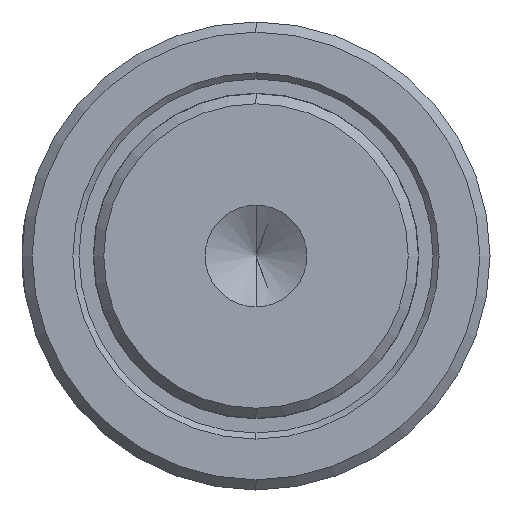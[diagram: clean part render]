
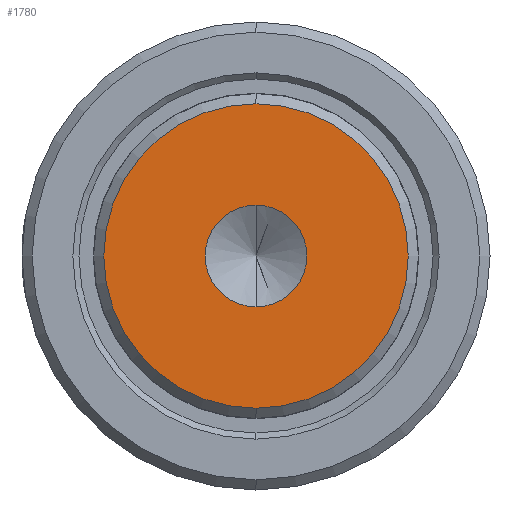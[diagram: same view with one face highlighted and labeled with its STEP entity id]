
A CAD part, left-side view. The second image highlights one B-rep face of the part: STEP entity #1780.
In plain terms, the highlighted planar face has unit normal (-1, 0, 0).
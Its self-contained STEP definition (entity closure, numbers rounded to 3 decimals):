
#34 = EDGE_CURVE ( 'NONE', #1148, #1810, #983, .T. ) ;
#98 = AXIS2_PLACEMENT_3D ( 'NONE', #1644, #372, #1380 ) ;
#123 = DIRECTION ( 'NONE',  ( 0., 0., 1. ) ) ;
#127 = EDGE_CURVE ( 'NONE', #224, #1066, #810, .T. ) ;
#133 = DIRECTION ( 'NONE',  ( -1., 0., 0. ) ) ;
#143 = CARTESIAN_POINT ( 'NONE',  ( 0., 0., 7.48 ) ) ;
#160 = CARTESIAN_POINT ( 'NONE',  ( 0., 0., 0. ) ) ;
#203 = AXIS2_PLACEMENT_3D ( 'NONE', #1145, #284, #1303 ) ;
#224 = VERTEX_POINT ( 'NONE', #595 ) ;
#225 = PLANE ( 'NONE',  #98 ) ;
#273 = AXIS2_PLACEMENT_3D ( 'NONE', #1745, #1765, #1149 ) ;
#284 = DIRECTION ( 'NONE',  ( -1., 0., 0. ) ) ;
#287 = DIRECTION ( 'NONE',  ( 0., 0., 1. ) ) ;
#309 = CARTESIAN_POINT ( 'NONE',  ( 0., 0., 0. ) ) ;
#372 = DIRECTION ( 'NONE',  ( -1., 0., 0. ) ) ;
#539 = CARTESIAN_POINT ( 'NONE',  ( 0., 0., -2.5 ) ) ;
#573 = EDGE_LOOP ( 'NONE', ( #1208, #1295 ) ) ;
#590 = CARTESIAN_POINT ( 'NONE',  ( 0., 0., 2.5 ) ) ;
#595 = CARTESIAN_POINT ( 'NONE',  ( 0., 0., -7.48 ) ) ;
#612 = CIRCLE ( 'NONE', #1680, 7.48 ) ;
#619 = EDGE_CURVE ( 'NONE', #1066, #224, #612, .T. ) ;
#639 = FACE_BOUND ( 'NONE', #799, .T. ) ;
#644 = DIRECTION ( 'NONE',  ( -1., 0., 0. ) ) ;
#799 = EDGE_LOOP ( 'NONE', ( #1436, #1684 ) ) ;
#810 = CIRCLE ( 'NONE', #273, 7.48 ) ;
#983 = CIRCLE ( 'NONE', #1155, 2.5 ) ;
#1066 = VERTEX_POINT ( 'NONE', #143 ) ;
#1145 = CARTESIAN_POINT ( 'NONE',  ( 0., 0., 0. ) ) ;
#1148 = VERTEX_POINT ( 'NONE', #590 ) ;
#1149 = DIRECTION ( 'NONE',  ( 0., 0., 1. ) ) ;
#1155 = AXIS2_PLACEMENT_3D ( 'NONE', #309, #644, #287 ) ;
#1208 = ORIENTED_EDGE ( 'NONE', *, *, #127, .T. ) ;
#1295 = ORIENTED_EDGE ( 'NONE', *, *, #619, .T. ) ;
#1303 = DIRECTION ( 'NONE',  ( 0., 0., 1. ) ) ;
#1380 = DIRECTION ( 'NONE',  ( 0., 0., 1. ) ) ;
#1436 = ORIENTED_EDGE ( 'NONE', *, *, #34, .F. ) ;
#1441 = CIRCLE ( 'NONE', #203, 2.5 ) ;
#1494 = EDGE_CURVE ( 'NONE', #1810, #1148, #1441, .T. ) ;
#1644 = CARTESIAN_POINT ( 'NONE',  ( 0., 0., 0. ) ) ;
#1668 = FACE_OUTER_BOUND ( 'NONE', #573, .T. ) ;
#1680 = AXIS2_PLACEMENT_3D ( 'NONE', #160, #133, #123 ) ;
#1684 = ORIENTED_EDGE ( 'NONE', *, *, #1494, .F. ) ;
#1745 = CARTESIAN_POINT ( 'NONE',  ( 0., 0., 0. ) ) ;
#1765 = DIRECTION ( 'NONE',  ( -1., 0., 0. ) ) ;
#1780 = ADVANCED_FACE ( 'NONE', ( #1668, #639 ), #225, .T. ) ;
#1810 = VERTEX_POINT ( 'NONE', #539 ) ;
